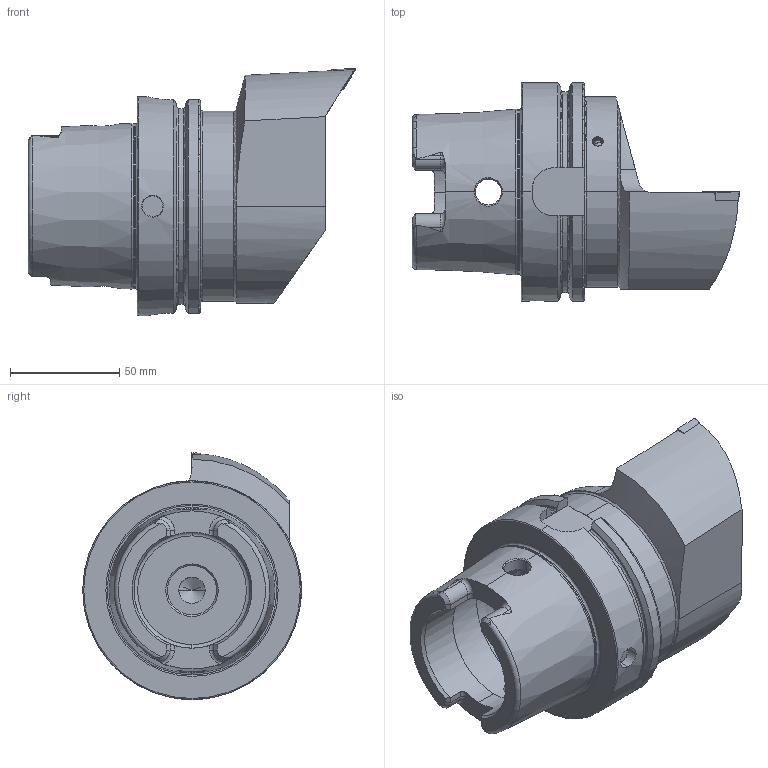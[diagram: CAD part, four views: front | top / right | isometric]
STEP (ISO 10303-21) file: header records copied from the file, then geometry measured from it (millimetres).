
FILE_DESCRIPTION (( 'STEP AP214' ), '1' );
FILE_NAME ('HA0-KDB.LJA.100.STEP', '2015-02-09T10:20:01', ( 'SWIAdmin' ), ( 'Hewlett-Packard Company' ), 'SwSTEP 2.0', 'SolidWorks 2012', '' );
FILE_SCHEMA (( 'AUTOMOTIVE_DESIGN' ));
Length unit declared in the file: millimetre
Products named in the file (5): KVT_MB_600_050; WCB-ER2.001.009_A; DCMT11T304; HA0-KDB.LJA.100_A_Fertigbearbeitung; HA0-KDB.LJA.100
Assembly tree (4 placements, depth 2):
  HA0-KDB.LJA.100
    HA0-KDB.LJA.100_A_Fertigbearbeitung
    DCMT11T304
    WCB-ER2.001.009_A
    KVT_MB_600_050
Bounding box: 149.9 x 100 x 113 mm (x, y, z)
Volume: 515679.5 mm3; surface area: 67758.8 mm2
Topology: 5 solids, 5 shells, 310 faces, 798 edges, 488 vertices
Faces by surface type: cylinder 94, cone 77, plane 75, torus 40, bspline 20, sphere 4
Entity records: 12705 total; most frequent: CARTESIAN_POINT 4132, ORIENTED_EDGE 1562, DIRECTION 1430, EDGE_CURVE 781, AXIS2_PLACEMENT_3D 575, VERTEX_POINT 485, EDGE_LOOP 324, FACE_OUTER_BOUND 310
